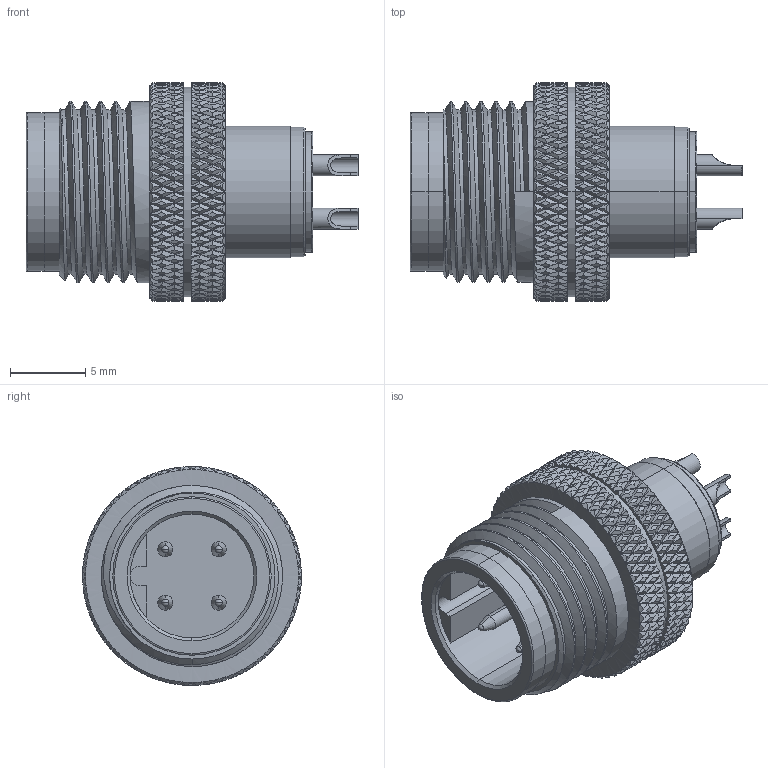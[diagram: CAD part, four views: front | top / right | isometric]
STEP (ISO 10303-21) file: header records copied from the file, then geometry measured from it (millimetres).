
FILE_DESCRIPTION (( 'STEP AP203' ), '1' );
FILE_NAME ('50-01017revA.STEP', '2023-02-03T22:18:57', ( '' ), ( '' ), 'SwSTEP 2.0', 'SolidWorks 2021', '' );
FILE_SCHEMA (( 'CONFIG_CONTROL_DESIGN' ));
Length unit declared in the file: millimetre
Products named in the file (5): 50-01017-02___; 50-01017-01___; 50-01017revA; 50-01017-03___; 50-01017-04___
Assembly tree (7 placements, depth 2):
  50-01017revA
    50-01017-01___
    50-01017-02___
    50-01017-03___  x4
    50-01017-04___
Bounding box: 22 x 14.5 x 14.5 mm (x, y, z)
Volume: 1442.1 mm3; surface area: 3032.9 mm2
Topology: 7 solids, 7 shells, 2275 faces, 4952 edges, 2713 vertices
Faces by surface type: bspline 1443, cylinder 588, cone 153, plane 55, torus 28, sphere 8
Entity records: 105858 total; most frequent: CARTESIAN_POINT 71051, ORIENTED_EDGE 9468, EDGE_CURVE 4734, B_SPLINE_CURVE_WITH_KNOTS 4098, DIRECTION 2604, VERTEX_POINT 2587, EDGE_LOOP 2203, ADVANCED_FACE 2173
